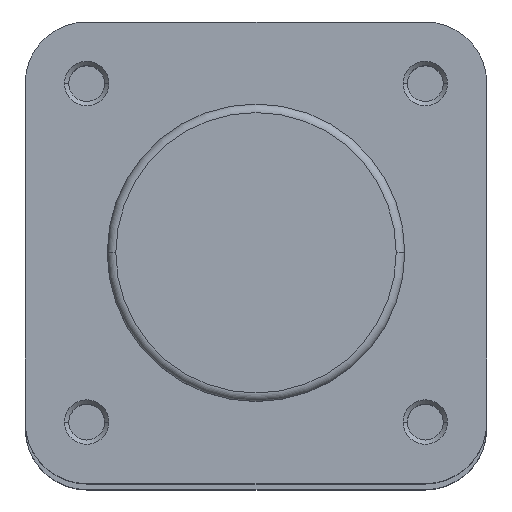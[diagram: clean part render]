
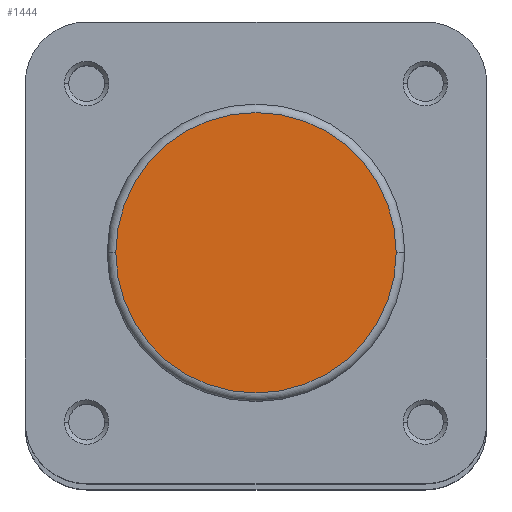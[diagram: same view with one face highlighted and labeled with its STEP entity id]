
A CAD part, top view. The second image highlights one B-rep face of the part: STEP entity #1444.
In plain terms, the highlighted planar face has unit normal (0, 0, 1).
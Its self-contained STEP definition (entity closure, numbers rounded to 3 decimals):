
#126 = CARTESIAN_POINT ( 'NONE',  ( -16.4, 0., 0. ) ) ;
#141 = CARTESIAN_POINT ( 'NONE',  ( 16.4, 0., 0. ) ) ;
#475 = CIRCLE ( 'NONE', #2411, 16.4 ) ;
#979 = ORIENTED_EDGE ( 'NONE', *, *, #1971, .T. ) ;
#1033 = ORIENTED_EDGE ( 'NONE', *, *, #1712, .T. ) ;
#1444 = ADVANCED_FACE ( 'NONE', ( #2799 ), #4373, .F. ) ;
#1712 = EDGE_CURVE ( 'NONE', #3956, #3971, #3339, .T. ) ;
#1971 = EDGE_CURVE ( 'NONE', #3971, #3956, #475, .T. ) ;
#2087 = AXIS2_PLACEMENT_3D ( 'NONE', #4372, #4375, #4376 ) ;
#2317 = AXIS2_PLACEMENT_3D ( 'NONE', #5270, #5281, #5282 ) ;
#2411 = AXIS2_PLACEMENT_3D ( 'NONE', #5925, #5926, #5927 ) ;
#2799 = FACE_OUTER_BOUND ( 'NONE', #3762, .T. ) ;
#3339 = CIRCLE ( 'NONE', #2317, 16.4 ) ;
#3762 = EDGE_LOOP ( 'NONE', ( #1033, #979 ) ) ;
#3956 = VERTEX_POINT ( 'NONE', #126 ) ;
#3971 = VERTEX_POINT ( 'NONE', #141 ) ;
#4372 = CARTESIAN_POINT ( 'NONE',  ( 0., 17.4, 0. ) ) ;
#4373 = PLANE ( 'NONE',  #2087 ) ;
#4375 = DIRECTION ( 'NONE',  ( 0., 0., -1. ) ) ;
#4376 = DIRECTION ( 'NONE',  ( -1., 0., 0. ) ) ;
#5270 = CARTESIAN_POINT ( 'NONE',  ( 0., 0., 0. ) ) ;
#5281 = DIRECTION ( 'NONE',  ( 0., 0., 1. ) ) ;
#5282 = DIRECTION ( 'NONE',  ( -1., 0., 0. ) ) ;
#5925 = CARTESIAN_POINT ( 'NONE',  ( 0., 0., 0. ) ) ;
#5926 = DIRECTION ( 'NONE',  ( 0., 0., 1. ) ) ;
#5927 = DIRECTION ( 'NONE',  ( -1., 0., 0. ) ) ;
